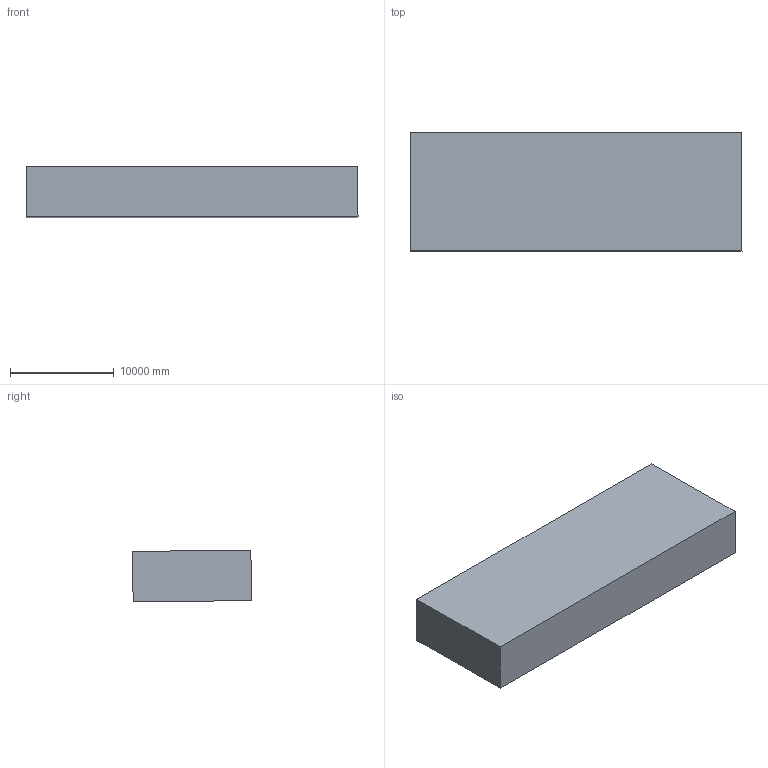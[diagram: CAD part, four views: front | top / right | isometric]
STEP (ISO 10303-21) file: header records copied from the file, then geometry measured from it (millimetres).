
FILE_DESCRIPTION (( 'STEP AP214' ), '1' );
FILE_NAME ('ShipDomain.STEP', '2024-05-24T00:17:31', ( '' ), ( '' ), 'SwSTEP 2.0', 'SolidWorks 2022', '' );
FILE_SCHEMA (( 'AUTOMOTIVE_DESIGN' ));
Length unit declared in the file: millimetre
Products named in the file (1): ShipDomain
Bounding box: 32000 x 11441.94 x 4955.58 mm (x, y, z)
Volume: 1770204106320.5 mm3; surface area: 1163274078.4 mm2
Topology: 1 solids, 2 shells, 13 faces, 26 edges, 17 vertices
Faces by surface type: bspline 7, plane 6
Entity records: 4889 total; most frequent: CARTESIAN_POINT 4631, ORIENTED_EDGE 52, EDGE_CURVE 26, DIRECTION 26, VERTEX_POINT 17, B_SPLINE_CURVE_WITH_KNOTS 14, FACE_OUTER_BOUND 13, ADVANCED_FACE 13
